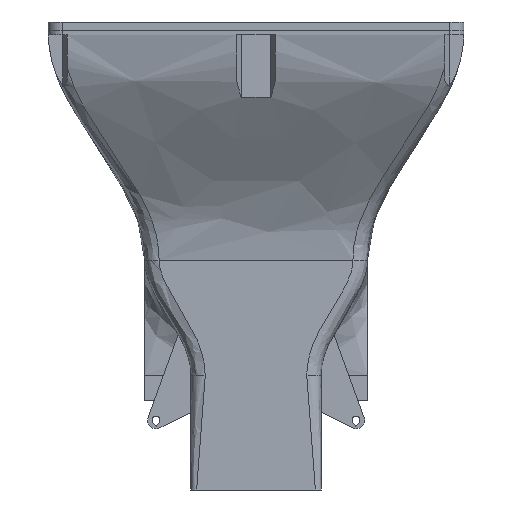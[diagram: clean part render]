
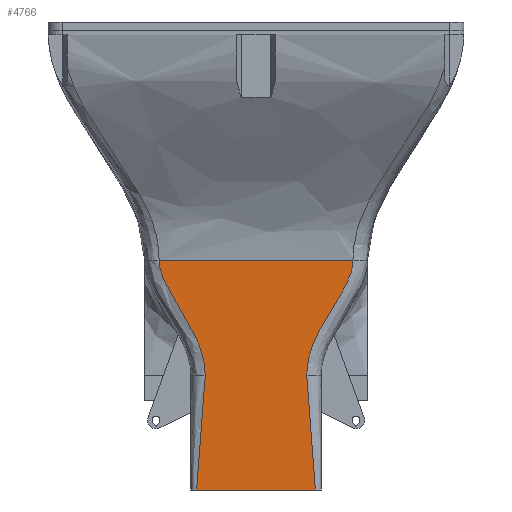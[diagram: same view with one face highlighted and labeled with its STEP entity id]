
A CAD part, left-side view. The second image highlights one B-rep face of the part: STEP entity #4766.
In plain terms, the highlighted planar face has unit normal (-1, 0, 0).
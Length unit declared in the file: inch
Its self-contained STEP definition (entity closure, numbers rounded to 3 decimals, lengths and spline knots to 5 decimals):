
#237=LINE('',#8777,#693);
#381=LINE('',#10310,#837);
#693=VECTOR('',#5463,0.3937);
#837=VECTOR('',#5743,0.3937);
#1083=PLANE('',#5031);
#1291=FACE_OUTER_BOUND('',#1553,.T.);
#1553=EDGE_LOOP('',(#3942,#3943,#3944,#3945,#3946,#3947));
#1894=B_SPLINE_CURVE_WITH_KNOTS('',3,(#10290,#10291,#10292,#10293,#10294,
#10295,#10296,#10297,#10298,#10299),.UNSPECIFIED.,.F.,.F.,(4,1,1,1,1,1,
1,4),(0.,0.39633,0.79266,1.58532,2.37798,
3.9633,4.75597,5.54863),.UNSPECIFIED.);
#1895=B_SPLINE_CURVE_WITH_KNOTS('',3,(#10303,#10304,#10305,#10306,#10307,
#10308),.UNSPECIFIED.,.F.,.F.,(4,1,1,4),(0.,1.46113,
2.92225,5.11394),.UNSPECIFIED.);
#1896=B_SPLINE_CURVE_WITH_KNOTS('',3,(#10311,#10312,#10313,#10314,#10315,
#10316),.UNSPECIFIED.,.F.,.F.,(4,1,1,4),(-5.11394,-2.92225,
-1.46113,0.),.UNSPECIFIED.);
#1897=B_SPLINE_CURVE_WITH_KNOTS('',3,(#10317,#10318,#10319,#10320,#10321,
#10322,#10323,#10324,#10325,#10326),.UNSPECIFIED.,.F.,.F.,(4,1,1,1,1,1,
1,4),(-5.54683,-4.75442,-3.96202,-2.37721,
-1.58481,-0.7924,-0.3962,0.),
 .UNSPECIFIED.);
#2117=VERTEX_POINT('',#8495);
#2130=VERTEX_POINT('',#8665);
#2281=VERTEX_POINT('',#10278);
#2282=VERTEX_POINT('',#10301);
#2283=VERTEX_POINT('',#10302);
#2284=VERTEX_POINT('',#10309);
#2676=EDGE_CURVE('',#2117,#2130,#237,.T.);
#2897=EDGE_CURVE('',#2130,#2281,#1894,.T.);
#2898=EDGE_CURVE('',#2282,#2283,#1895,.T.);
#2899=EDGE_CURVE('',#2282,#2284,#381,.T.);
#2900=EDGE_CURVE('',#2281,#2284,#1896,.T.);
#2901=EDGE_CURVE('',#2283,#2117,#1897,.T.);
#3942=ORIENTED_EDGE('',*,*,#2898,.F.);
#3943=ORIENTED_EDGE('',*,*,#2899,.T.);
#3944=ORIENTED_EDGE('',*,*,#2900,.F.);
#3945=ORIENTED_EDGE('',*,*,#2897,.F.);
#3946=ORIENTED_EDGE('',*,*,#2676,.F.);
#3947=ORIENTED_EDGE('',*,*,#2901,.F.);
#4766=ADVANCED_FACE('',(#1291),#1083,.T.);
#5031=AXIS2_PLACEMENT_3D('',#10300,#5741,#5742);
#5463=DIRECTION('',(0.,-1.,0.));
#5741=DIRECTION('center_axis',(-1.,0.,0.));
#5742=DIRECTION('ref_axis',(0.,-1.,0.));
#5743=DIRECTION('',(0.,-1.,0.));
#8495=CARTESIAN_POINT('',(-0.46303,1.68669,4.));
#8665=CARTESIAN_POINT('',(-0.46303,-1.68831,4.));
#8777=CARTESIAN_POINT('',(-0.46303,1.93669,4.));
#10278=CARTESIAN_POINT('',(-0.46303,-0.88401,2.));
#10290=CARTESIAN_POINT('Ctrl Pts',(-0.46303,-1.68831,
4.));
#10291=CARTESIAN_POINT('Ctrl Pts',(-0.46303,-1.68831,
3.94799));
#10292=CARTESIAN_POINT('Ctrl Pts',(-0.46303,-1.67429,
3.84426));
#10293=CARTESIAN_POINT('Ctrl Pts',(-0.46303,-1.60853,
3.64618));
#10294=CARTESIAN_POINT('Ctrl Pts',(-0.46303,-1.48731,
3.41547));
#10295=CARTESIAN_POINT('Ctrl Pts',(-0.46303,-1.26827,
3.06231));
#10296=CARTESIAN_POINT('Ctrl Pts',(-0.46303,-1.05099,
2.70579));
#10297=CARTESIAN_POINT('Ctrl Pts',(-0.46303,-0.91109,
2.31169));
#10298=CARTESIAN_POINT('Ctrl Pts',(-0.46303,-0.88401,
2.10402));
#10299=CARTESIAN_POINT('Ctrl Pts',(-0.46303,-0.88401,
2.));
#10300=CARTESIAN_POINT('Origin',(-0.46303,1.13401,0.));
#10301=CARTESIAN_POINT('',(-0.46303,1.03401,0.));
#10302=CARTESIAN_POINT('',(-0.46303,0.88401,2.));
#10303=CARTESIAN_POINT('Ctrl Pts',(-0.46303,1.03401,0.));
#10304=CARTESIAN_POINT('Ctrl Pts',(-0.46303,1.03401,0.19186));
#10305=CARTESIAN_POINT('Ctrl Pts',(-0.46303,1.00928,0.57465));
#10306=CARTESIAN_POINT('Ctrl Pts',(-0.46303,0.93013,1.23577));
#10307=CARTESIAN_POINT('Ctrl Pts',(-0.46303,0.88401,
1.71221));
#10308=CARTESIAN_POINT('Ctrl Pts',(-0.46303,0.88401,
2.));
#10309=CARTESIAN_POINT('',(-0.46303,-1.03401,0.));
#10310=CARTESIAN_POINT('',(-0.46303,1.13401,0.));
#10311=CARTESIAN_POINT('Ctrl Pts',(-0.46303,-0.88401,
2.));
#10312=CARTESIAN_POINT('Ctrl Pts',(-0.46303,-0.88401,
1.71221));
#10313=CARTESIAN_POINT('Ctrl Pts',(-0.46303,-0.93013,
1.23577));
#10314=CARTESIAN_POINT('Ctrl Pts',(-0.46303,-1.00928,
0.57465));
#10315=CARTESIAN_POINT('Ctrl Pts',(-0.46303,-1.03401,
0.19186));
#10316=CARTESIAN_POINT('Ctrl Pts',(-0.46303,-1.03401,
0.));
#10317=CARTESIAN_POINT('Ctrl Pts',(-0.46303,0.88401,
2.));
#10318=CARTESIAN_POINT('Ctrl Pts',(-0.46303,0.88401,
2.10399));
#10319=CARTESIAN_POINT('Ctrl Pts',(-0.46303,0.91104,
2.31159));
#10320=CARTESIAN_POINT('Ctrl Pts',(-0.46303,1.05067,2.70563));
#10321=CARTESIAN_POINT('Ctrl Pts',(-0.46303,1.26757,
3.06223));
#10322=CARTESIAN_POINT('Ctrl Pts',(-0.46303,1.4862,3.41548));
#10323=CARTESIAN_POINT('Ctrl Pts',(-0.46303,1.60715,3.64624));
#10324=CARTESIAN_POINT('Ctrl Pts',(-0.46303,1.67272,3.84431));
#10325=CARTESIAN_POINT('Ctrl Pts',(-0.46303,1.68669,3.94801));
#10326=CARTESIAN_POINT('Ctrl Pts',(-0.46303,1.68669,4.));
